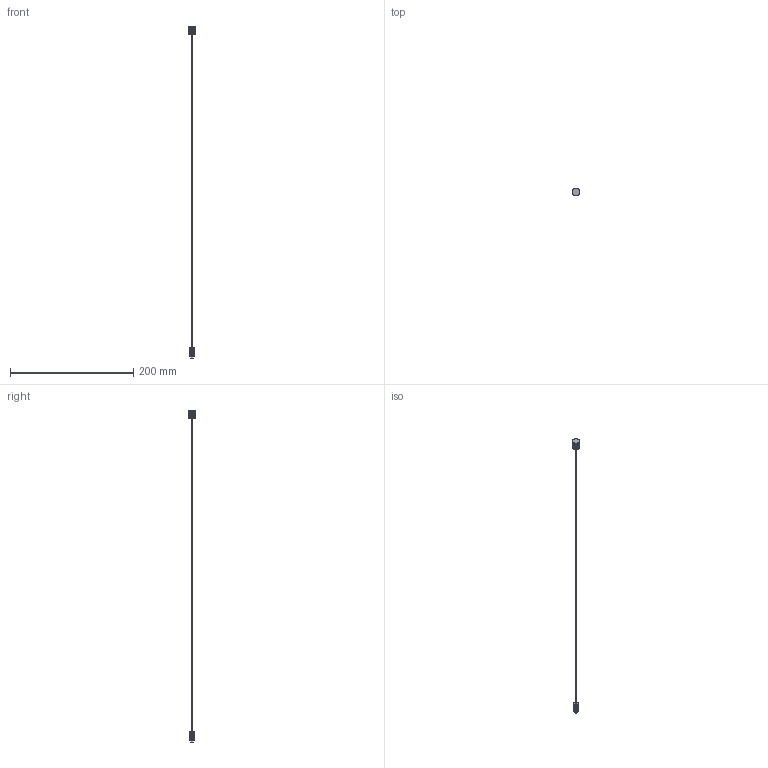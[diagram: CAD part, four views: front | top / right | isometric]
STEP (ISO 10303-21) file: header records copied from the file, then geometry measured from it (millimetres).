
FILE_DESCRIPTION(/* description */ ('This is a sample STEP configuration'),/* implementation_level */ '2;1');
FILE_NAME(/* name */ '652-00203xxxxx SIMPLE.ipt_Rev_00.stp',/* time_stamp */ '2024-03-27T11:54:18+01:00',/* author */ ('powerJobs'),/* organization */ ('coolOrange'),/* preprocessor_version */ 'ST-DEVELOPER v19.2',/* originating_system */ 'Autodesk Inventor 2023',/* authorisation */ '');
FILE_SCHEMA (('AUTOMOTIVE_DESIGN { 1 0 10303 214 3 1 1 }'));
Length unit declared in the file: millimetre
Products named in the file (1): ENG000034002
Bounding box: 12 x 12 x 538.38 mm (x, y, z)
Volume: 2600.2 mm3; surface area: 2859.6 mm2
Topology: 2 solids, 2 shells, 392 faces, 1152 edges, 768 vertices
Faces by surface type: plane 392
Entity records: 12798 total; most frequent: CARTESIAN_POINT 2313, ORIENTED_EDGE 2304, DIRECTION 1938, LINE 1152, VECTOR 1152, EDGE_CURVE 1152, VERTEX_POINT 768, EDGE_LOOP 396
